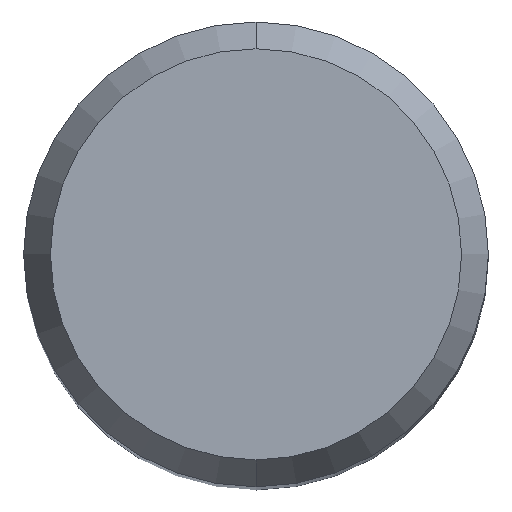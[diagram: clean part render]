
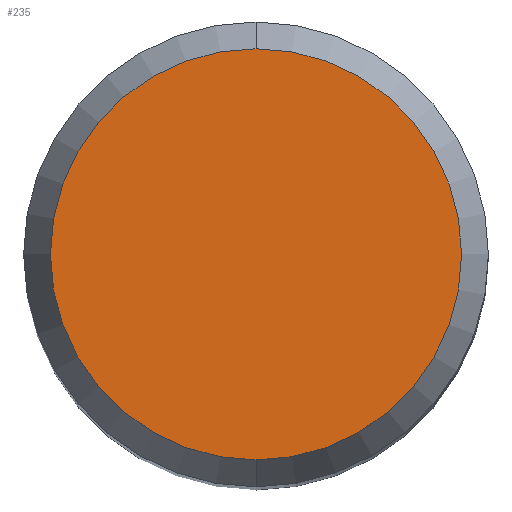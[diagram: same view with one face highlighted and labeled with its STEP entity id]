
A CAD part, top view. The second image highlights one B-rep face of the part: STEP entity #235.
In plain terms, the highlighted planar face has unit normal (0, 0, 1).
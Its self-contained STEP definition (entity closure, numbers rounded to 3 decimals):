
#235=ADVANCED_FACE('',(#597),#598,.T.);
#303=EDGE_CURVE('',#495,#355,#675,.T.);
#355=VERTEX_POINT('',#734);
#495=VERTEX_POINT('',#885);
#517=EDGE_CURVE('',#355,#495,#911,.T.);
#597=FACE_OUTER_BOUND('',#1059,.T.);
#598=PLANE('',#1060);
#675=CIRCLE('',#1178,4.423);
#734=CARTESIAN_POINT('',(0.,-4.423,0.0));
#885=CARTESIAN_POINT('',(0.0,4.423,0.0));
#911=CIRCLE('',#1652,4.423);
#1059=EDGE_LOOP('',(#1731,#1732));
#1060=AXIS2_PLACEMENT_3D('',#1733,#1734,#1735);
#1178=AXIS2_PLACEMENT_3D('',#1835,#1836,#1837);
#1652=AXIS2_PLACEMENT_3D('',#2090,#2091,#2092);
#1731=ORIENTED_EDGE('',*,*,#303,.F.);
#1732=ORIENTED_EDGE('',*,*,#517,.F.);
#1733=CARTESIAN_POINT('',(0.0,2.211,0.0));
#1734=DIRECTION('',(-0.0,0.0,1.0));
#1735=DIRECTION('',(0.0,-1.0,0.0));
#1835=CARTESIAN_POINT('',(0.0,0.0,0.0));
#1836=DIRECTION('',(0.0,0.0,-1.0));
#1837=DIRECTION('',(0.0,1.0,0.0));
#2090=CARTESIAN_POINT('',(0.0,0.0,0.0));
#2091=DIRECTION('',(0.0,0.0,-1.0));
#2092=DIRECTION('',(0.0,1.0,0.0));
